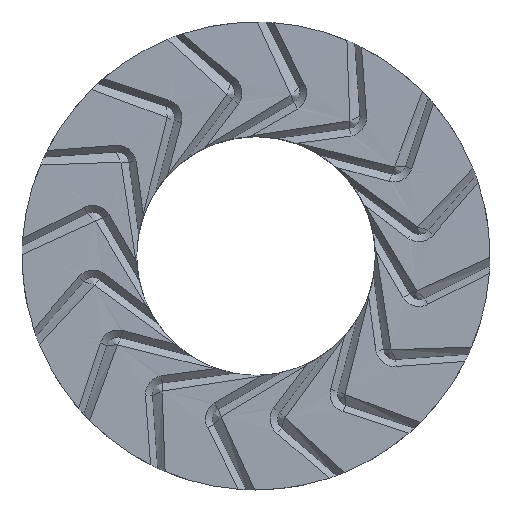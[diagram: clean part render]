
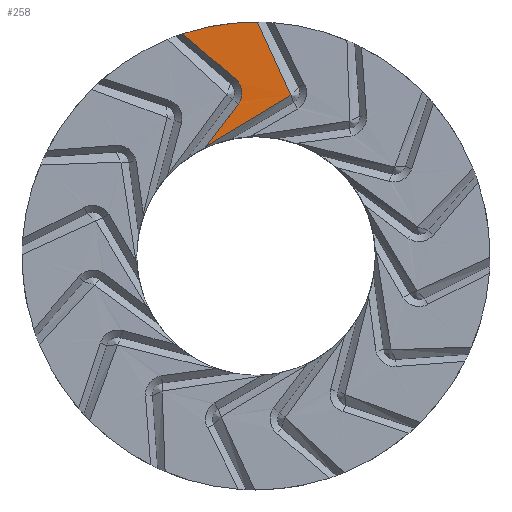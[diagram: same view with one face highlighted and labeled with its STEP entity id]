
A CAD part, top view. The second image highlights one B-rep face of the part: STEP entity #258.
In plain terms, the highlighted planar face has unit normal (0, 0, 1).
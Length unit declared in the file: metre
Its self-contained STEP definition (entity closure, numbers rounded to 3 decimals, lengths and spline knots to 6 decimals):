
#258=ADVANCED_FACE('',(#593),#594,.T.);
#593=FACE_OUTER_BOUND('',#1172,.T.);
#594=PLANE('',#1173);
#1172=EDGE_LOOP('',(#2108,#2109,#2110,#2111,#2112,#2113,#2114));
#1173=AXIS2_PLACEMENT_3D('',#2115,#2116,#2117);
#2108=ORIENTED_EDGE('',*,*,#3032,.F.);
#2109=ORIENTED_EDGE('',*,*,#3033,.F.);
#2110=ORIENTED_EDGE('',*,*,#2926,.T.);
#2111=ORIENTED_EDGE('',*,*,#2846,.F.);
#2112=ORIENTED_EDGE('',*,*,#3034,.F.);
#2113=ORIENTED_EDGE('',*,*,#3035,.F.);
#2114=ORIENTED_EDGE('',*,*,#3036,.F.);
#2115=CARTESIAN_POINT('',(0.0,0.0,0.0));
#2116=DIRECTION('',(0.0,0.0,1.0));
#2117=DIRECTION('',(1.0,0.0,-0.0));
#2846=EDGE_CURVE('',#3394,#3396,#3397,.F.);
#2926=EDGE_CURVE('',#3517,#3396,#3524,.T.);
#3032=EDGE_CURVE('',#3677,#3678,#3679,.T.);
#3033=EDGE_CURVE('',#3517,#3677,#3680,.T.);
#3034=EDGE_CURVE('',#3681,#3394,#3682,.F.);
#3035=EDGE_CURVE('',#3683,#3681,#3684,.F.);
#3036=EDGE_CURVE('',#3678,#3683,#3685,.F.);
#3394=VERTEX_POINT('',#4147);
#3396=VERTEX_POINT('',#4149);
#3397=CIRCLE('',#4150,0.005);
#3517=VERTEX_POINT('',#4296);
#3524=LINE('',#4310,#4311);
#3677=VERTEX_POINT('',#4588);
#3678=VERTEX_POINT('',#4589);
#3679=LINE('',#4590,#4591);
#3680=LINE('',#4592,#4593);
#3681=VERTEX_POINT('',#4594);
#3682=LINE('',#4595,#4596);
#3683=VERTEX_POINT('',#4597);
#3684=B_SPLINE_CURVE_WITH_KNOTS('',3,(#4598,#4599,#4600,#4601),.UNSPECIFIED.,.F.,.F.,(4,4),(0.0,0.292802),.UNSPECIFIED.);
#3685=B_SPLINE_CURVE_WITH_KNOTS('',3,(#4602,#4603,#4604,#4605),.UNSPECIFIED.,.F.,.F.,(4,4),(0.292802,1.0),.UNSPECIFIED.);
#4147=CARTESIAN_POINT('',(-0.001562,0.00475,0.0));
#4149=CARTESIAN_POINT('',(0.000032,0.005,0.0));
#4150=AXIS2_PLACEMENT_3D('',#5096,#5097,#5098);
#4296=CARTESIAN_POINT('',(0.000748,0.003433,0.));
#4310=CARTESIAN_POINT('',(0.000308,0.004448,0.0));
#4311=VECTOR('',#5232,1.0);
#4588=CARTESIAN_POINT('',(-0.001072,0.002336,0.0));
#4589=CARTESIAN_POINT('',(-0.00038,0.003241,-0.000004));
#4590=CARTESIAN_POINT('',(-0.001805,0.001369,0.0));
#4591=VECTOR('',#5275,1.0);
#4592=CARTESIAN_POINT('',(-0.001291,0.002208,0.0));
#4593=VECTOR('',#5276,1.0);
#4594=CARTESIAN_POINT('',(-0.000447,0.003786,0.000003));
#4595=CARTESIAN_POINT('',(0.00168,0.001936,0.0));
#4596=VECTOR('',#5277,1.0);
#4597=CARTESIAN_POINT('',(-0.00034,0.003646,0.000001));
#4598=CARTESIAN_POINT('',(-0.000443,0.003784,0.000005));
#4599=CARTESIAN_POINT('',(-0.000398,0.003747,0.000004));
#4600=CARTESIAN_POINT('',(-0.000363,0.003699,0.000002));
#4601=CARTESIAN_POINT('',(-0.00034,0.003646,0.000001));
#4602=CARTESIAN_POINT('',(-0.00034,0.003646,0.000001));
#4603=CARTESIAN_POINT('',(-0.000284,0.003518,-0.000003));
#4604=CARTESIAN_POINT('',(-0.000295,0.003361,-0.000007));
#4605=CARTESIAN_POINT('',(-0.000382,0.003247,-0.000009));
#5096=CARTESIAN_POINT('',(0.0,0.0,0.0));
#5097=DIRECTION('',(0.0,0.0,1.0));
#5098=DIRECTION('',(1.0,0.0,-0.0));
#5232=DIRECTION('',(-0.447,0.895,0.0));
#5275=DIRECTION('',(0.604,0.797,0.0));
#5276=DIRECTION('',(-0.863,-0.505,0.0));
#5277=DIRECTION('',(0.755,-0.655,0.0));
